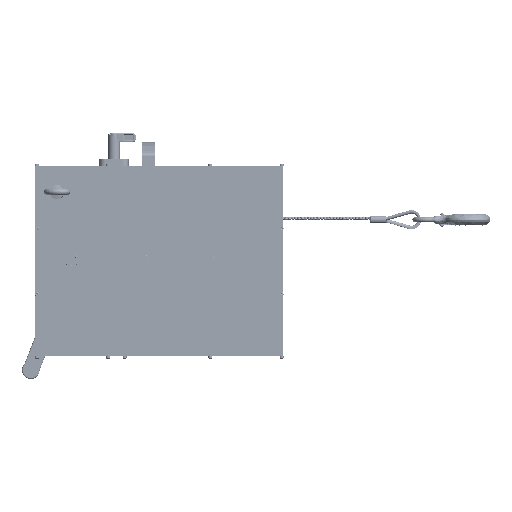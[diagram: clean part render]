
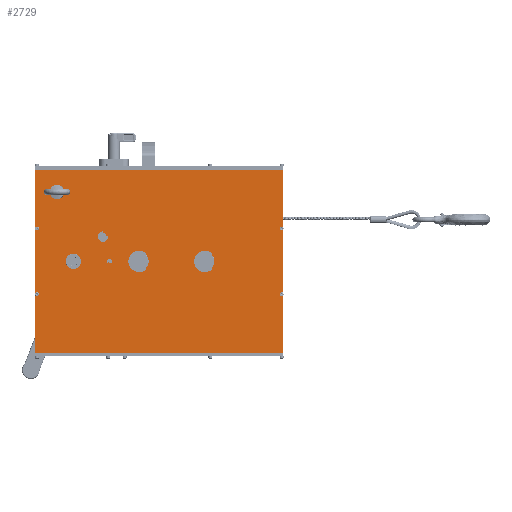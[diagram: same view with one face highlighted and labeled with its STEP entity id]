
A CAD part, left-side view. The second image highlights one B-rep face of the part: STEP entity #2729.
In plain terms, the highlighted face is planar.
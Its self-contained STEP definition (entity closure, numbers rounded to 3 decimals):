
#1217=CARTESIAN_POINT('Axis2P3D Location',(-140.,-95.,0.)) ;
#1221=CARTESIAN_POINT('Vertex',(-142.5,-95.,0.)) ;
#1223=CARTESIAN_POINT('Vertex',(-137.5,-95.,0.)) ;
#1252=CARTESIAN_POINT('Axis2P3D Location',(-140.,-95.,0.)) ;
#1484=CARTESIAN_POINT('Vertex',(170.,125.,0.)) ;
#1487=CARTESIAN_POINT('Line Origine',(0.,125.,0.)) ;
#1491=CARTESIAN_POINT('Vertex',(-170.,125.,0.)) ;
#1583=CARTESIAN_POINT('Line Origine',(-170.,0.,0.)) ;
#1587=CARTESIAN_POINT('Vertex',(-170.,-125.,0.)) ;
#1607=CARTESIAN_POINT('Line Origine',(0.,-125.,0.)) ;
#1611=CARTESIAN_POINT('Vertex',(170.,-125.,0.)) ;
#1703=CARTESIAN_POINT('Line Origine',(170.,0.,0.)) ;
#2300=CARTESIAN_POINT('Vertex',(-82.,-34.,0.)) ;
#2303=CARTESIAN_POINT('Axis2P3D Location',(-77.,-34.,0.)) ;
#2307=CARTESIAN_POINT('Vertex',(-72.,-34.,0.)) ;
#2322=CARTESIAN_POINT('Axis2P3D Location',(-77.,-34.,0.)) ;
#2343=CARTESIAN_POINT('Vertex',(-70.,0.,0.)) ;
#2346=CARTESIAN_POINT('Axis2P3D Location',(-68.,0.,0.)) ;
#2350=CARTESIAN_POINT('Vertex',(-66.,0.,0.)) ;
#2365=CARTESIAN_POINT('Axis2P3D Location',(-68.,0.,0.)) ;
#2386=CARTESIAN_POINT('Vertex',(-128.,0.,0.)) ;
#2389=CARTESIAN_POINT('Axis2P3D Location',(-117.5,0.,0.)) ;
#2393=CARTESIAN_POINT('Vertex',(-107.,0.,0.)) ;
#2408=CARTESIAN_POINT('Axis2P3D Location',(-117.5,0.,0.)) ;
#2429=CARTESIAN_POINT('Vertex',(-40.5,0.,0.)) ;
#2432=CARTESIAN_POINT('Axis2P3D Location',(-27.5,0.,0.)) ;
#2436=CARTESIAN_POINT('Vertex',(-14.5,0.,0.)) ;
#2451=CARTESIAN_POINT('Axis2P3D Location',(-27.5,0.,0.)) ;
#2472=CARTESIAN_POINT('Vertex',(49.5,0.,0.)) ;
#2475=CARTESIAN_POINT('Axis2P3D Location',(62.5,0.,0.)) ;
#2479=CARTESIAN_POINT('Vertex',(75.5,0.,0.)) ;
#2494=CARTESIAN_POINT('Axis2P3D Location',(62.5,0.,0.)) ;
#2515=CARTESIAN_POINT('Vertex',(166.,45.,0.)) ;
#2518=CARTESIAN_POINT('Axis2P3D Location',(167.5,45.,0.)) ;
#2522=CARTESIAN_POINT('Vertex',(169.,45.,0.)) ;
#2537=CARTESIAN_POINT('Axis2P3D Location',(167.5,45.,0.)) ;
#2558=CARTESIAN_POINT('Vertex',(166.,-45.,0.)) ;
#2561=CARTESIAN_POINT('Axis2P3D Location',(167.5,-45.,0.)) ;
#2565=CARTESIAN_POINT('Vertex',(169.,-45.,0.)) ;
#2580=CARTESIAN_POINT('Axis2P3D Location',(167.5,-45.,0.)) ;
#2601=CARTESIAN_POINT('Vertex',(-169.,45.,0.)) ;
#2604=CARTESIAN_POINT('Axis2P3D Location',(-167.5,45.,0.)) ;
#2608=CARTESIAN_POINT('Vertex',(-166.,45.,0.)) ;
#2623=CARTESIAN_POINT('Axis2P3D Location',(-167.5,45.,0.)) ;
#2644=CARTESIAN_POINT('Vertex',(-169.,-45.,0.)) ;
#2647=CARTESIAN_POINT('Axis2P3D Location',(-167.5,-45.,0.)) ;
#2651=CARTESIAN_POINT('Vertex',(-166.,-45.,0.)) ;
#2666=CARTESIAN_POINT('Axis2P3D Location',(-167.5,-45.,0.)) ;
#2678=CARTESIAN_POINT('Axis2P3D Location',(0.,0.,0.)) ;
#1218=DIRECTION('Axis2P3D Direction',(0.,-0.,1.)) ;
#1253=DIRECTION('Axis2P3D Direction',(0.,-0.,1.)) ;
#1488=DIRECTION('Vector Direction',(1.,0.,0.)) ;
#1584=DIRECTION('Vector Direction',(0.,1.,0.)) ;
#1608=DIRECTION('Vector Direction',(-1.,0.,0.)) ;
#1704=DIRECTION('Vector Direction',(0.,-1.,0.)) ;
#2304=DIRECTION('Axis2P3D Direction',(0.,0.,1.)) ;
#2323=DIRECTION('Axis2P3D Direction',(0.,0.,1.)) ;
#2347=DIRECTION('Axis2P3D Direction',(0.,0.,1.)) ;
#2366=DIRECTION('Axis2P3D Direction',(0.,0.,1.)) ;
#2390=DIRECTION('Axis2P3D Direction',(0.,0.,1.)) ;
#2409=DIRECTION('Axis2P3D Direction',(0.,0.,1.)) ;
#2433=DIRECTION('Axis2P3D Direction',(0.,0.,1.)) ;
#2452=DIRECTION('Axis2P3D Direction',(0.,0.,1.)) ;
#2476=DIRECTION('Axis2P3D Direction',(0.,0.,1.)) ;
#2495=DIRECTION('Axis2P3D Direction',(0.,0.,1.)) ;
#2519=DIRECTION('Axis2P3D Direction',(0.,0.,1.)) ;
#2538=DIRECTION('Axis2P3D Direction',(0.,0.,1.)) ;
#2562=DIRECTION('Axis2P3D Direction',(0.,0.,1.)) ;
#2581=DIRECTION('Axis2P3D Direction',(0.,0.,1.)) ;
#2605=DIRECTION('Axis2P3D Direction',(0.,0.,1.)) ;
#2624=DIRECTION('Axis2P3D Direction',(0.,0.,1.)) ;
#2648=DIRECTION('Axis2P3D Direction',(0.,0.,1.)) ;
#2667=DIRECTION('Axis2P3D Direction',(0.,0.,1.)) ;
#2679=DIRECTION('Axis2P3D Direction',(0.,0.,1.)) ;
#2680=DIRECTION('Axis2P3D XDirection',(1.,0.,0.)) ;
#1219=AXIS2_PLACEMENT_3D('Circle Axis2P3D',#1217,#1218,$) ;
#1254=AXIS2_PLACEMENT_3D('Circle Axis2P3D',#1252,#1253,$) ;
#2305=AXIS2_PLACEMENT_3D('Circle Axis2P3D',#2303,#2304,$) ;
#2324=AXIS2_PLACEMENT_3D('Circle Axis2P3D',#2322,#2323,$) ;
#2348=AXIS2_PLACEMENT_3D('Circle Axis2P3D',#2346,#2347,$) ;
#2367=AXIS2_PLACEMENT_3D('Circle Axis2P3D',#2365,#2366,$) ;
#2391=AXIS2_PLACEMENT_3D('Circle Axis2P3D',#2389,#2390,$) ;
#2410=AXIS2_PLACEMENT_3D('Circle Axis2P3D',#2408,#2409,$) ;
#2434=AXIS2_PLACEMENT_3D('Circle Axis2P3D',#2432,#2433,$) ;
#2453=AXIS2_PLACEMENT_3D('Circle Axis2P3D',#2451,#2452,$) ;
#2477=AXIS2_PLACEMENT_3D('Circle Axis2P3D',#2475,#2476,$) ;
#2496=AXIS2_PLACEMENT_3D('Circle Axis2P3D',#2494,#2495,$) ;
#2520=AXIS2_PLACEMENT_3D('Circle Axis2P3D',#2518,#2519,$) ;
#2539=AXIS2_PLACEMENT_3D('Circle Axis2P3D',#2537,#2538,$) ;
#2563=AXIS2_PLACEMENT_3D('Circle Axis2P3D',#2561,#2562,$) ;
#2582=AXIS2_PLACEMENT_3D('Circle Axis2P3D',#2580,#2581,$) ;
#2606=AXIS2_PLACEMENT_3D('Circle Axis2P3D',#2604,#2605,$) ;
#2625=AXIS2_PLACEMENT_3D('Circle Axis2P3D',#2623,#2624,$) ;
#2649=AXIS2_PLACEMENT_3D('Circle Axis2P3D',#2647,#2648,$) ;
#2668=AXIS2_PLACEMENT_3D('Circle Axis2P3D',#2666,#2667,$) ;
#2681=AXIS2_PLACEMENT_3D('Plane Axis2P3D',#2678,#2679,#2680) ;
#2684=ORIENTED_EDGE('',*,*,#1707,.F.) ;
#2685=ORIENTED_EDGE('',*,*,#1613,.F.) ;
#2686=ORIENTED_EDGE('',*,*,#1589,.F.) ;
#2687=ORIENTED_EDGE('',*,*,#1493,.F.) ;
#2690=ORIENTED_EDGE('',*,*,#1225,.T.) ;
#2691=ORIENTED_EDGE('',*,*,#1256,.T.) ;
#2694=ORIENTED_EDGE('',*,*,#2653,.T.) ;
#2695=ORIENTED_EDGE('',*,*,#2670,.T.) ;
#2698=ORIENTED_EDGE('',*,*,#2610,.T.) ;
#2699=ORIENTED_EDGE('',*,*,#2627,.T.) ;
#2702=ORIENTED_EDGE('',*,*,#2567,.T.) ;
#2703=ORIENTED_EDGE('',*,*,#2584,.T.) ;
#2706=ORIENTED_EDGE('',*,*,#2524,.T.) ;
#2707=ORIENTED_EDGE('',*,*,#2541,.T.) ;
#2710=ORIENTED_EDGE('',*,*,#2481,.T.) ;
#2711=ORIENTED_EDGE('',*,*,#2498,.T.) ;
#2714=ORIENTED_EDGE('',*,*,#2438,.T.) ;
#2715=ORIENTED_EDGE('',*,*,#2455,.T.) ;
#2718=ORIENTED_EDGE('',*,*,#2395,.T.) ;
#2719=ORIENTED_EDGE('',*,*,#2412,.T.) ;
#2722=ORIENTED_EDGE('',*,*,#2352,.T.) ;
#2723=ORIENTED_EDGE('',*,*,#2369,.T.) ;
#2726=ORIENTED_EDGE('',*,*,#2309,.T.) ;
#2727=ORIENTED_EDGE('',*,*,#2326,.T.) ;
#2692=FACE_BOUND('',#2689,.T.) ;
#2696=FACE_BOUND('',#2693,.T.) ;
#2700=FACE_BOUND('',#2697,.T.) ;
#2704=FACE_BOUND('',#2701,.T.) ;
#2708=FACE_BOUND('',#2705,.T.) ;
#2712=FACE_BOUND('',#2709,.T.) ;
#2716=FACE_BOUND('',#2713,.T.) ;
#2720=FACE_BOUND('',#2717,.T.) ;
#2724=FACE_BOUND('',#2721,.T.) ;
#2728=FACE_BOUND('',#2725,.T.) ;
#1489=VECTOR('Line Direction',#1488,1.) ;
#1585=VECTOR('Line Direction',#1584,1.) ;
#1609=VECTOR('Line Direction',#1608,1.) ;
#1705=VECTOR('Line Direction',#1704,1.) ;
#2729=ADVANCED_FACE('Corps principal',(#2688,#2692,#2696,#2700,#2704,#2708,#2712,#2716,#2720,#2724,#2728),#2682,.F.) ;
#1220=CIRCLE('generated circle',#1219,2.5) ;
#1255=CIRCLE('generated circle',#1254,2.5) ;
#2306=CIRCLE('generated circle',#2305,5.) ;
#2325=CIRCLE('generated circle',#2324,5.) ;
#2349=CIRCLE('generated circle',#2348,2.) ;
#2368=CIRCLE('generated circle',#2367,2.) ;
#2392=CIRCLE('generated circle',#2391,10.5) ;
#2411=CIRCLE('generated circle',#2410,10.5) ;
#2435=CIRCLE('generated circle',#2434,13.) ;
#2454=CIRCLE('generated circle',#2453,13.) ;
#2478=CIRCLE('generated circle',#2477,13.) ;
#2497=CIRCLE('generated circle',#2496,13.) ;
#2521=CIRCLE('generated circle',#2520,1.5) ;
#2540=CIRCLE('generated circle',#2539,1.5) ;
#2564=CIRCLE('generated circle',#2563,1.5) ;
#2583=CIRCLE('generated circle',#2582,1.5) ;
#2607=CIRCLE('generated circle',#2606,1.5) ;
#2626=CIRCLE('generated circle',#2625,1.5) ;
#2650=CIRCLE('generated circle',#2649,1.5) ;
#2669=CIRCLE('generated circle',#2668,1.5) ;
#1225=EDGE_CURVE('',#1222,#1224,#1220,.T.) ;
#1256=EDGE_CURVE('',#1224,#1222,#1255,.T.) ;
#1493=EDGE_CURVE('',#1485,#1492,#1490,.F.) ;
#1589=EDGE_CURVE('',#1492,#1588,#1586,.F.) ;
#1613=EDGE_CURVE('',#1588,#1612,#1610,.F.) ;
#1707=EDGE_CURVE('',#1612,#1485,#1706,.F.) ;
#2309=EDGE_CURVE('',#2308,#2301,#2306,.T.) ;
#2326=EDGE_CURVE('',#2301,#2308,#2325,.T.) ;
#2352=EDGE_CURVE('',#2351,#2344,#2349,.T.) ;
#2369=EDGE_CURVE('',#2344,#2351,#2368,.T.) ;
#2395=EDGE_CURVE('',#2394,#2387,#2392,.T.) ;
#2412=EDGE_CURVE('',#2387,#2394,#2411,.T.) ;
#2438=EDGE_CURVE('',#2437,#2430,#2435,.T.) ;
#2455=EDGE_CURVE('',#2430,#2437,#2454,.T.) ;
#2481=EDGE_CURVE('',#2480,#2473,#2478,.T.) ;
#2498=EDGE_CURVE('',#2473,#2480,#2497,.T.) ;
#2524=EDGE_CURVE('',#2523,#2516,#2521,.T.) ;
#2541=EDGE_CURVE('',#2516,#2523,#2540,.T.) ;
#2567=EDGE_CURVE('',#2566,#2559,#2564,.T.) ;
#2584=EDGE_CURVE('',#2559,#2566,#2583,.T.) ;
#2610=EDGE_CURVE('',#2609,#2602,#2607,.T.) ;
#2627=EDGE_CURVE('',#2602,#2609,#2626,.T.) ;
#2653=EDGE_CURVE('',#2652,#2645,#2650,.T.) ;
#2670=EDGE_CURVE('',#2645,#2652,#2669,.T.) ;
#2683=EDGE_LOOP('',(#2684,#2685,#2686,#2687)) ;
#2689=EDGE_LOOP('',(#2690,#2691)) ;
#2693=EDGE_LOOP('',(#2694,#2695)) ;
#2697=EDGE_LOOP('',(#2698,#2699)) ;
#2701=EDGE_LOOP('',(#2702,#2703)) ;
#2705=EDGE_LOOP('',(#2706,#2707)) ;
#2709=EDGE_LOOP('',(#2710,#2711)) ;
#2713=EDGE_LOOP('',(#2714,#2715)) ;
#2717=EDGE_LOOP('',(#2718,#2719)) ;
#2721=EDGE_LOOP('',(#2722,#2723)) ;
#2725=EDGE_LOOP('',(#2726,#2727)) ;
#2688=FACE_OUTER_BOUND('',#2683,.T.) ;
#1490=LINE('Line',#1487,#1489) ;
#1586=LINE('Line',#1583,#1585) ;
#1610=LINE('Line',#1607,#1609) ;
#1706=LINE('Line',#1703,#1705) ;
#2682=PLANE('',#2681) ;
#1222=VERTEX_POINT('',#1221) ;
#1224=VERTEX_POINT('',#1223) ;
#1485=VERTEX_POINT('',#1484) ;
#1492=VERTEX_POINT('',#1491) ;
#1588=VERTEX_POINT('',#1587) ;
#1612=VERTEX_POINT('',#1611) ;
#2301=VERTEX_POINT('',#2300) ;
#2308=VERTEX_POINT('',#2307) ;
#2344=VERTEX_POINT('',#2343) ;
#2351=VERTEX_POINT('',#2350) ;
#2387=VERTEX_POINT('',#2386) ;
#2394=VERTEX_POINT('',#2393) ;
#2430=VERTEX_POINT('',#2429) ;
#2437=VERTEX_POINT('',#2436) ;
#2473=VERTEX_POINT('',#2472) ;
#2480=VERTEX_POINT('',#2479) ;
#2516=VERTEX_POINT('',#2515) ;
#2523=VERTEX_POINT('',#2522) ;
#2559=VERTEX_POINT('',#2558) ;
#2566=VERTEX_POINT('',#2565) ;
#2602=VERTEX_POINT('',#2601) ;
#2609=VERTEX_POINT('',#2608) ;
#2645=VERTEX_POINT('',#2644) ;
#2652=VERTEX_POINT('',#2651) ;
